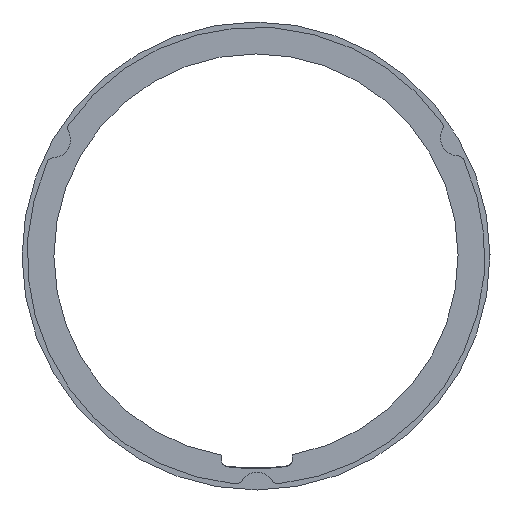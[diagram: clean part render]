
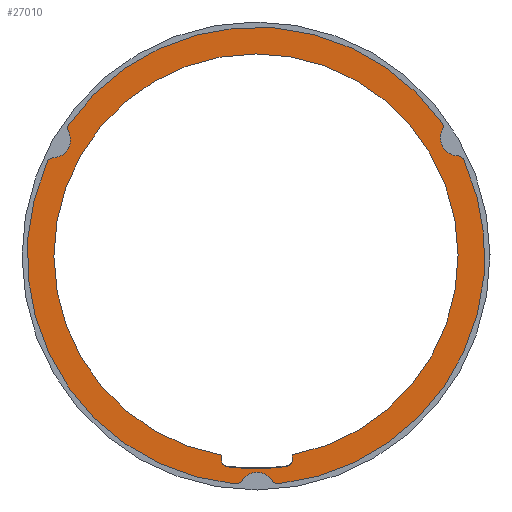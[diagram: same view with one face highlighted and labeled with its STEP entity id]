
A CAD part, front view. The second image highlights one B-rep face of the part: STEP entity #27010.
In plain terms, the highlighted planar face has unit normal (0, -1, 0).
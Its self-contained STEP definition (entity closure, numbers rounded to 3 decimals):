
#440=CARTESIAN_POINT('',(-28.634,-15.5,
70.616));
#450=VERTEX_POINT('',#440);
#480=CARTESIAN_POINT('',(-27.679,-15.5,
68.262));
#490=DIRECTION('',(0.,1.,0.));
#500=DIRECTION('',(-0.376,0.,0.927));
#510=AXIS2_PLACEMENT_3D('',#480,#490,#500);
#520=CIRCLE('',#510,2.54);
#530=CARTESIAN_POINT('',(-25.479,-15.5,
69.532));
#540=VERTEX_POINT('',#530);
#550=EDGE_CURVE('',#450,#540,#520,.T.);
#1640=CARTESIAN_POINT('',(-24.635,-15.5,
68.069));
#1650=VERTEX_POINT('',#1640);
#1700=CARTESIAN_POINT('',(0.,-15.5,0.));
#1710=DIRECTION('',(0.,1.,0.));
#1720=DIRECTION('',(-0.34,0.,0.94));
#1730=AXIS2_PLACEMENT_3D('',#1700,#1710,#1720);
#1740=CIRCLE('',#1730,72.39);
#1750=CARTESIAN_POINT('',(-46.632,-15.5,
55.369));
#1760=VERTEX_POINT('',#1750);
#1770=EDGE_CURVE('',#1650,#1760,#1740,.T.);
#2080=CARTESIAN_POINT('',(-34.083,-15.5,
74.558));
#2090=VERTEX_POINT('',#2080);
#2120=CARTESIAN_POINT('',(-33.027,-15.5,
72.248));
#2130=DIRECTION('',(0.,-1.,0.));
#2140=DIRECTION('',(-0.416,0.,
0.909));
#2150=AXIS2_PLACEMENT_3D('',#2120,#2130,#2140);
#2160=CIRCLE('',#2150,2.54);
#2170=CARTESIAN_POINT('',(-35.565,-15.5,
72.346));
#2180=VERTEX_POINT('',#2170);
#2190=EDGE_CURVE('',#2090,#2180,#2160,.T.);
#3010=CARTESIAN_POINT('',(-25.479,-15.5,
69.532));
#3020=DIRECTION('',(0.5,0.,-0.866));
#3030=VECTOR('',#3020,1.);
#3040=LINE('',#3010,#3030);
#3050=EDGE_CURVE('',#540,#1650,#3040,.T.);
#7480=CARTESIAN_POINT('',(-46.838,-15.5,
60.105));
#7490=VERTEX_POINT('',#7480);
#7520=CARTESIAN_POINT('',(0.,-15.5,0.));
#7530=DIRECTION('',(0.,1.,0.));
#7540=DIRECTION('',(-0.615,0.,0.789));
#7550=AXIS2_PLACEMENT_3D('',#7520,#7530,#7540);
#7560=CIRCLE('',#7550,76.2);
#7570=EDGE_CURVE('',#7490,#450,#7560,.T.);
#23340=CARTESIAN_POINT('',(-46.632,-15.5,
55.369));
#23350=DIRECTION('',(-0.5,0.,0.866));
#23360=VECTOR('',#23350,1.);
#23370=LINE('',#23340,#23360);
#23380=CARTESIAN_POINT('',(-47.476,-15.5,
56.832));
#23390=VERTEX_POINT('',#23380);
#23400=EDGE_CURVE('',#1760,#23390,#23370,.T.);
#25520=CARTESIAN_POINT('',(-47.528,-15.5,
66.795));
#25530=VERTEX_POINT('',#25520);
#25560=CARTESIAN_POINT('',(0.,-15.5,0.));
#25570=DIRECTION('',(0.,-1.,0.));
#25580=DIRECTION('',(0.,0.,-1.));
#25590=AXIS2_PLACEMENT_3D('',#25560,#25570,#25580);
#25600=CIRCLE('',#25590,81.979);
#25610=CARTESIAN_POINT('',(-47.528,-15.5,
-66.795));
#25620=VERTEX_POINT('',#25610);
#25630=EDGE_CURVE('',#25530,#25620,#25600,.T.);
#25860=CARTESIAN_POINT('',(-44.871,-15.5,
66.973));
#25870=VERTEX_POINT('',#25860);
#25900=CARTESIAN_POINT('',(-46.055,-15.5,
64.726));
#25910=DIRECTION('',(0.,-1.,0.));
#25920=DIRECTION('',(0.466,0.,
0.885));
#25930=AXIS2_PLACEMENT_3D('',#25900,#25910,#25920);
#25940=CIRCLE('',#25930,2.54);
#25950=EDGE_CURVE('',#25870,#25530,#25940,.T.);
#26000=CARTESIAN_POINT('',(-72.39,-15.5,0.));
#26010=DIRECTION('',(0.,1.,0.));
#26020=DIRECTION('',(0.,0.,1.));
#26030=AXIS2_PLACEMENT_3D('',#26000,#26010,#26020);
#26040=PLANE('',#26030);
#26050=ORIENTED_EDGE('',*,*,#7570,.T.);
#26060=CARTESIAN_POINT('',(-45.277,-15.5,
58.102));
#26070=DIRECTION('',(0.,1.,0.));
#26080=DIRECTION('',(-0.866,0.,-0.5));
#26090=AXIS2_PLACEMENT_3D('',#26060,#26070,#26080);
#26100=CIRCLE('',#26090,2.54);
#26110=EDGE_CURVE('',#23390,#7490,#26100,.T.);
#26120=ORIENTED_EDGE('',*,*,#26110,.T.);
#26130=ORIENTED_EDGE('',*,*,#23400,.T.);
#26140=ORIENTED_EDGE('',*,*,#1770,.T.);
#26150=ORIENTED_EDGE('',*,*,#3050,.T.);
#26160=ORIENTED_EDGE('',*,*,#550,.T.);
#26170=EDGE_LOOP('',(#26160,#26150,#26140,#26130,#26120,#26050));
#26180=FACE_BOUND('',#26170,.T.);
#26190=CARTESIAN_POINT('',(79.082,-15.5,
7.522));
#26200=DIRECTION('',(0.,-1.,0.));
#26210=DIRECTION('',(0.533,0.,
-0.846));
#26220=AXIS2_PLACEMENT_3D('',#26190,#26200,#26210);
#26230=CIRCLE('',#26220,2.54);
#26240=CARTESIAN_POINT('',(80.435,-15.5,
5.373));
#26250=VERTEX_POINT('',#26240);
#26260=CARTESIAN_POINT('',(81.61,-15.5,
7.762));
#26270=VERTEX_POINT('',#26260);
#26280=EDGE_CURVE('',#26250,#26270,#26230,.T.);
#26290=ORIENTED_EDGE('',*,*,#26280,.T.);
#26300=CARTESIAN_POINT('',(83.82,-15.5,0.)
);
#26310=DIRECTION('',(0.,1.,0.));
#26320=DIRECTION('',(-0.533,0.,
-0.846));
#26330=AXIS2_PLACEMENT_3D('',#26300,#26310,#26320);
#26340=CIRCLE('',#26330,6.35);
#26350=CARTESIAN_POINT('',(80.435,-15.5,
-5.373));
#26360=VERTEX_POINT('',#26350);
#26370=EDGE_CURVE('',#26360,#26250,#26340,.T.);
#26380=ORIENTED_EDGE('',*,*,#26370,.T.);
#26390=CARTESIAN_POINT('',(79.082,-15.5,
-7.522));
#26400=DIRECTION('',(0.,-1.,0.));
#26410=DIRECTION('',(0.996,0.,
-0.095));
#26420=AXIS2_PLACEMENT_3D('',#26390,#26400,#26410);
#26430=CIRCLE('',#26420,2.54);
#26440=CARTESIAN_POINT('',(81.61,-15.5,
-7.762));
#26450=VERTEX_POINT('',#26440);
#26460=EDGE_CURVE('',#26450,#26360,#26430,.T.);
#26470=ORIENTED_EDGE('',*,*,#26460,.T.);
#26480=CARTESIAN_POINT('',(0.,-15.5,0.));
#26490=DIRECTION('',(0.,-1.,0.));
#26500=DIRECTION('',(0.,0.,-1.));
#26510=AXIS2_PLACEMENT_3D('',#26480,#26490,#26500);
#26520=CIRCLE('',#26510,81.979);
#26530=CARTESIAN_POINT('',(-34.083,-15.5,
-74.558));
#26540=VERTEX_POINT('',#26530);
#26550=EDGE_CURVE('',#26540,#26450,#26520,.T.);
#26560=ORIENTED_EDGE('',*,*,#26550,.T.);
#26570=CARTESIAN_POINT('',(-33.027,-15.5,
-72.248));
#26580=DIRECTION('',(0.,-1.,0.));
#26590=DIRECTION('',(-0.999,0.,
-0.039));
#26600=AXIS2_PLACEMENT_3D('',#26570,#26580,#26590);
#26610=CIRCLE('',#26600,2.54);
#26620=CARTESIAN_POINT('',(-35.565,-15.5,
-72.346));
#26630=VERTEX_POINT('',#26620);
#26640=EDGE_CURVE('',#26630,#26540,#26610,.T.);
#26650=ORIENTED_EDGE('',*,*,#26640,.T.);
#26660=CARTESIAN_POINT('',(-41.91,-15.5,
-72.59));
#26670=DIRECTION('',(0.,1.,0.));
#26680=DIRECTION('',(-0.466,0.,
0.885));
#26690=AXIS2_PLACEMENT_3D('',#26660,#26670,#26680);
#26700=CIRCLE('',#26690,6.35);
#26710=CARTESIAN_POINT('',(-44.871,-15.5,
-66.973));
#26720=VERTEX_POINT('',#26710);
#26730=EDGE_CURVE('',#26720,#26630,#26700,.T.);
#26740=ORIENTED_EDGE('',*,*,#26730,.T.);
#26750=CARTESIAN_POINT('',(-46.055,-15.5,
-64.726));
#26760=DIRECTION('',(0.,-1.,0.));
#26770=DIRECTION('',(-0.58,0.,
-0.815));
#26780=AXIS2_PLACEMENT_3D('',#26750,#26760,#26770);
#26790=CIRCLE('',#26780,2.54);
#26800=EDGE_CURVE('',#25620,#26720,#26790,.T.);
#26810=ORIENTED_EDGE('',*,*,#26800,.T.);
#26820=ORIENTED_EDGE('',*,*,#25630,.T.);
#26830=ORIENTED_EDGE('',*,*,#25950,.T.);
#26840=CARTESIAN_POINT('',(-41.91,-15.5,
72.59));
#26850=DIRECTION('',(0.,1.,0.));
#26860=DIRECTION('',(0.999,0.,
-0.039));
#26870=AXIS2_PLACEMENT_3D('',#26840,#26850,#26860);
#26880=CIRCLE('',#26870,6.35);
#26890=EDGE_CURVE('',#2180,#25870,#26880,.T.);
#26900=ORIENTED_EDGE('',*,*,#26890,.T.);
#26910=ORIENTED_EDGE('',*,*,#2190,.T.);
#26920=CARTESIAN_POINT('',(0.,-15.5,0.));
#26930=DIRECTION('',(0.,-1.,0.));
#26940=DIRECTION('',(0.,0.,-1.));
#26950=AXIS2_PLACEMENT_3D('',#26920,#26930,#26940);
#26960=CIRCLE('',#26950,81.979);
#26970=EDGE_CURVE('',#26270,#2090,#26960,.T.);
#26980=ORIENTED_EDGE('',*,*,#26970,.T.);
#26990=EDGE_LOOP('',(#26980,#26910,#26900,#26830,#26820,#26810,#26740,
#26650,#26560,#26470,#26380,#26290));
#27000=FACE_OUTER_BOUND('',#26990,.T.);
#27010=ADVANCED_FACE('',(#26180,#27000),#26040,.F.);
